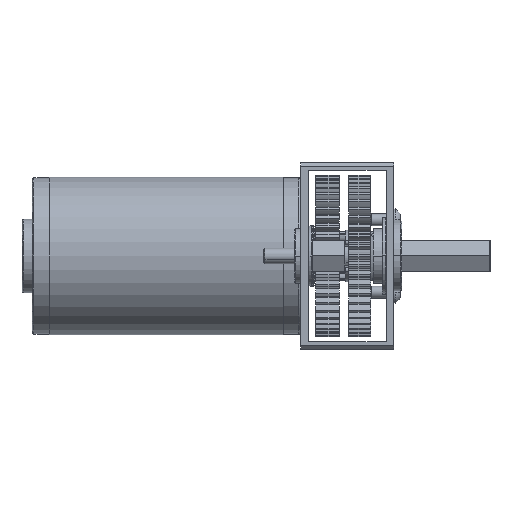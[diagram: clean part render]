
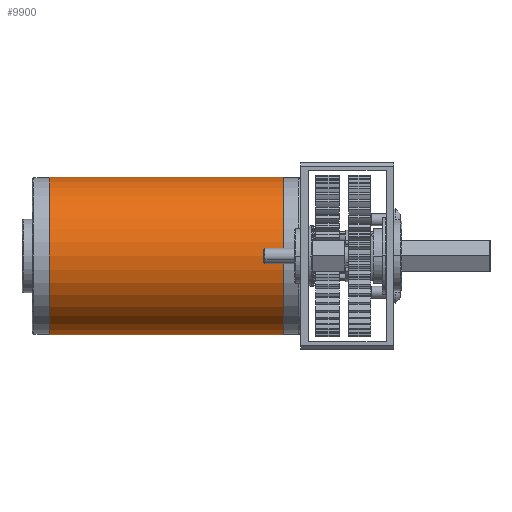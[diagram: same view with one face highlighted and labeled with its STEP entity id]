
A CAD part, left-side view. The second image highlights one B-rep face of the part: STEP entity #9900.
In plain terms, the highlighted cylindrical face has radius 32.207 mm (diameter 64.414 mm), a partial arc.
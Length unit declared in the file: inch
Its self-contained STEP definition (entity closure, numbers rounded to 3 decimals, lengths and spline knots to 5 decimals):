
#380 = EDGE_CURVE ( 'NONE', #25658, #10497, #4380, .T. ) ;
#601 = EDGE_LOOP ( 'NONE', ( #1564, #10845, #10835, #3442 ) ) ;
#1120 = CIRCLE ( 'NONE', #18209, 1.268 ) ;
#1564 = ORIENTED_EDGE ( 'NONE', *, *, #380, .F. ) ;
#2401 = VERTEX_POINT ( 'NONE', #17169 ) ;
#3442 = ORIENTED_EDGE ( 'NONE', *, *, #16510, .T. ) ;
#3557 = VECTOR ( 'NONE', #28841, 39.37008 ) ;
#4380 = LINE ( 'NONE', #28231, #3557 ) ;
#4711 = CYLINDRICAL_SURFACE ( 'NONE', #10530, 1.268 ) ;
#6949 = CIRCLE ( 'NONE', #21981, 1.268 ) ;
#8421 = DIRECTION ( 'NONE',  ( 0., 0., -1. ) ) ;
#9900 = ADVANCED_FACE ( 'NONE', ( #18870 ), #4711, .T. ) ;
#10222 = CARTESIAN_POINT ( 'NONE',  ( 0., 0., -3.764 ) ) ;
#10497 = VERTEX_POINT ( 'NONE', #30490 ) ;
#10530 = AXIS2_PLACEMENT_3D ( 'NONE', #22406, #17059, #27749 ) ;
#10835 = ORIENTED_EDGE ( 'NONE', *, *, #14224, .T. ) ;
#10845 = ORIENTED_EDGE ( 'NONE', *, *, #17234, .T. ) ;
#12903 = DIRECTION ( 'NONE',  ( -1., 0., 0. ) ) ;
#14224 = EDGE_CURVE ( 'NONE', #32064, #2401, #33300, .T. ) ;
#14691 = CARTESIAN_POINT ( 'NONE',  ( 1.268, 0., 0. ) ) ;
#16510 = EDGE_CURVE ( 'NONE', #2401, #10497, #6949, .T. ) ;
#17059 = DIRECTION ( 'NONE',  ( 0., 0., -1. ) ) ;
#17169 = CARTESIAN_POINT ( 'NONE',  ( -1.268, 0., -3.764 ) ) ;
#17234 = EDGE_CURVE ( 'NONE', #25658, #32064, #1120, .T. ) ;
#18209 = AXIS2_PLACEMENT_3D ( 'NONE', #24371, #8421, #27048 ) ;
#18308 = CARTESIAN_POINT ( 'NONE',  ( -1.268, 0., 0. ) ) ;
#18870 = FACE_OUTER_BOUND ( 'NONE', #601, .T. ) ;
#21981 = AXIS2_PLACEMENT_3D ( 'NONE', #10222, #28843, #12903 ) ;
#22406 = CARTESIAN_POINT ( 'NONE',  ( 0., 0., 0. ) ) ;
#24371 = CARTESIAN_POINT ( 'NONE',  ( 0., 0., 0. ) ) ;
#25388 = VECTOR ( 'NONE', #34308, 39.37008 ) ;
#25658 = VERTEX_POINT ( 'NONE', #14691 ) ;
#27048 = DIRECTION ( 'NONE',  ( -1., 0., 0. ) ) ;
#27081 = CARTESIAN_POINT ( 'NONE',  ( -1.268, 0., 0. ) ) ;
#27749 = DIRECTION ( 'NONE',  ( -1., 0., 0. ) ) ;
#28231 = CARTESIAN_POINT ( 'NONE',  ( 1.268, 0., 0. ) ) ;
#28841 = DIRECTION ( 'NONE',  ( 0., 0., -1. ) ) ;
#28843 = DIRECTION ( 'NONE',  ( 0., 0., 1. ) ) ;
#30490 = CARTESIAN_POINT ( 'NONE',  ( 1.268, 0., -3.764 ) ) ;
#32064 = VERTEX_POINT ( 'NONE', #27081 ) ;
#33300 = LINE ( 'NONE', #18308, #25388 ) ;
#34308 = DIRECTION ( 'NONE',  ( 0., 0., -1. ) ) ;
